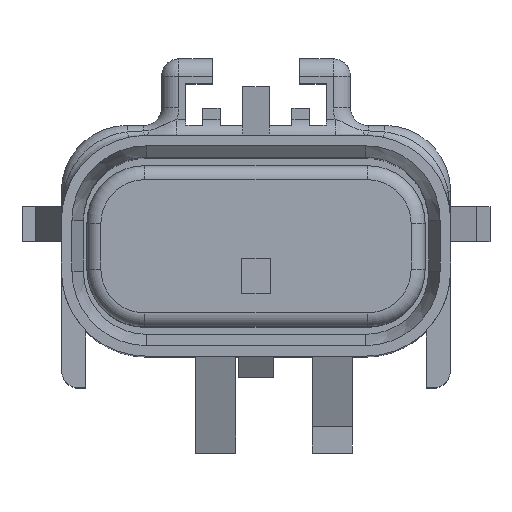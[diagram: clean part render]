
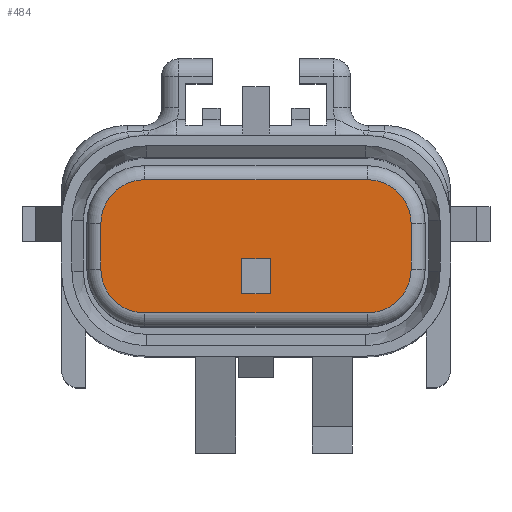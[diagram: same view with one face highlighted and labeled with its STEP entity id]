
A CAD part, top view. The second image highlights one B-rep face of the part: STEP entity #484.
In plain terms, the highlighted planar face has unit normal (0, 0, 1).
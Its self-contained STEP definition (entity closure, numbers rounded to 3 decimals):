
#484=ADVANCED_FACE('',(#608,#609),#599,.T.);
#599=PLANE('',#3601);
#608=FACE_BOUND('',#799,.T.);
#609=FACE_BOUND('',#800,.T.);
#799=EDGE_LOOP('',(#2435,#2436,#2437,#2438));
#800=EDGE_LOOP('',(#2439,#2440,#2441,#2442,#2443,#2444,#2445,#2446));
#1141=LINE('',#6099,#1472);
#1143=LINE('',#6103,#1474);
#1145=LINE('',#6107,#1476);
#1147=LINE('',#6111,#1478);
#1160=LINE('',#6153,#1491);
#1161=LINE('',#6161,#1492);
#1162=LINE('',#6169,#1493);
#1163=LINE('',#6175,#1494);
#1472=VECTOR('',#4396,1.);
#1474=VECTOR('',#4400,1.);
#1476=VECTOR('',#4404,1.);
#1478=VECTOR('',#4408,1.);
#1491=VECTOR('',#4457,1.);
#1492=VECTOR('',#4468,1.);
#1493=VECTOR('',#4479,1.);
#1494=VECTOR('',#4488,1.);
#2435=ORIENTED_EDGE('',*,*,#3183,.F.);
#2436=ORIENTED_EDGE('',*,*,#3189,.F.);
#2437=ORIENTED_EDGE('',*,*,#3187,.F.);
#2438=ORIENTED_EDGE('',*,*,#3185,.F.);
#2439=ORIENTED_EDGE('',*,*,#3221,.T.);
#2440=ORIENTED_EDGE('',*,*,#3220,.T.);
#2441=ORIENTED_EDGE('',*,*,#3218,.T.);
#2442=ORIENTED_EDGE('',*,*,#3216,.T.);
#2443=ORIENTED_EDGE('',*,*,#3214,.T.);
#2444=ORIENTED_EDGE('',*,*,#3212,.T.);
#2445=ORIENTED_EDGE('',*,*,#3210,.T.);
#2446=ORIENTED_EDGE('',*,*,#3208,.T.);
#2726=VERTEX_POINT('',#6098);
#2727=VERTEX_POINT('',#6100);
#2728=VERTEX_POINT('',#6104);
#2729=VERTEX_POINT('',#6108);
#2738=VERTEX_POINT('',#6146);
#2739=VERTEX_POINT('',#6148);
#2740=VERTEX_POINT('',#6152);
#2741=VERTEX_POINT('',#6156);
#2742=VERTEX_POINT('',#6160);
#2743=VERTEX_POINT('',#6164);
#2744=VERTEX_POINT('',#6168);
#2745=VERTEX_POINT('',#6172);
#3183=EDGE_CURVE('',#2726,#2727,#1141,.T.);
#3185=EDGE_CURVE('',#2727,#2728,#1143,.T.);
#3187=EDGE_CURVE('',#2728,#2729,#1145,.T.);
#3189=EDGE_CURVE('',#2729,#2726,#1147,.T.);
#3208=EDGE_CURVE('',#2738,#2739,#3312,.T.);
#3210=EDGE_CURVE('',#2740,#2738,#1160,.T.);
#3212=EDGE_CURVE('',#2741,#2740,#3315,.T.);
#3214=EDGE_CURVE('',#2742,#2741,#1161,.T.);
#3216=EDGE_CURVE('',#2743,#2742,#3318,.T.);
#3218=EDGE_CURVE('',#2744,#2743,#1162,.T.);
#3220=EDGE_CURVE('',#2745,#2744,#3321,.T.);
#3221=EDGE_CURVE('',#2739,#2745,#1163,.T.);
#3312=CIRCLE('',#3583,2.5);
#3315=CIRCLE('',#3588,2.5);
#3318=CIRCLE('',#3593,2.5);
#3321=CIRCLE('',#3598,2.5);
#3583=AXIS2_PLACEMENT_3D('',#6149,#4451,#4452);
#3588=AXIS2_PLACEMENT_3D('',#6157,#4462,#4463);
#3593=AXIS2_PLACEMENT_3D('',#6165,#4473,#4474);
#3598=AXIS2_PLACEMENT_3D('',#6173,#4484,#4485);
#3601=AXIS2_PLACEMENT_3D('',#6177,#4491,#4492);
#4396=DIRECTION('',(-1.,0.,0.));
#4400=DIRECTION('',(0.,-1.,0.));
#4404=DIRECTION('',(1.,0.,0.));
#4408=DIRECTION('',(0.,1.,0.));
#4451=DIRECTION('',(0.,0.,1.));
#4452=DIRECTION('',(1.,0.,0.));
#4457=DIRECTION('',(0.,1.,0.));
#4462=DIRECTION('',(0.,0.,1.));
#4463=DIRECTION('',(0.,-1.,0.));
#4468=DIRECTION('',(1.,0.,0.));
#4473=DIRECTION('',(0.,0.,1.));
#4474=DIRECTION('',(-1.,0.,0.));
#4479=DIRECTION('',(0.,-1.,0.));
#4484=DIRECTION('',(0.,0.,1.));
#4485=DIRECTION('',(0.,1.,0.));
#4488=DIRECTION('',(-1.,0.,0.));
#4491=DIRECTION('',(0.,0.,1.));
#4492=DIRECTION('',(0.,1.,0.));
#6098=CARTESIAN_POINT('',(0.8,-0.7,15.8));
#6099=CARTESIAN_POINT('',(10.62,-0.7,15.8));
#6100=CARTESIAN_POINT('',(-0.8,-0.7,15.8));
#6103=CARTESIAN_POINT('',(-0.8,-4.56,15.8));
#6104=CARTESIAN_POINT('',(-0.8,-2.7,15.8));
#6107=CARTESIAN_POINT('',(10.62,-2.7,15.8));
#6108=CARTESIAN_POINT('',(0.8,-2.7,15.8));
#6111=CARTESIAN_POINT('',(0.8,-4.56,15.8));
#6146=CARTESIAN_POINT('',(8.85,1.3,15.8));
#6148=CARTESIAN_POINT('',(6.35,3.8,15.8));
#6149=CARTESIAN_POINT('',(6.35,1.3,15.8));
#6152=CARTESIAN_POINT('',(8.85,-1.3,15.8));
#6153=CARTESIAN_POINT('',(8.85,-1.3,15.8));
#6156=CARTESIAN_POINT('',(6.35,-3.8,15.8));
#6157=CARTESIAN_POINT('',(6.35,-1.3,15.8));
#6160=CARTESIAN_POINT('',(-6.35,-3.8,15.8));
#6161=CARTESIAN_POINT('',(-6.35,-3.8,15.8));
#6164=CARTESIAN_POINT('',(-8.85,-1.3,15.8));
#6165=CARTESIAN_POINT('',(-6.35,-1.3,15.8));
#6168=CARTESIAN_POINT('',(-8.85,1.3,15.8));
#6169=CARTESIAN_POINT('',(-8.85,1.3,15.8));
#6172=CARTESIAN_POINT('',(-6.35,3.8,15.8));
#6173=CARTESIAN_POINT('',(-6.35,1.3,15.8));
#6175=CARTESIAN_POINT('',(6.35,3.8,15.8));
#6177=CARTESIAN_POINT('',(10.62,-4.56,15.8));
